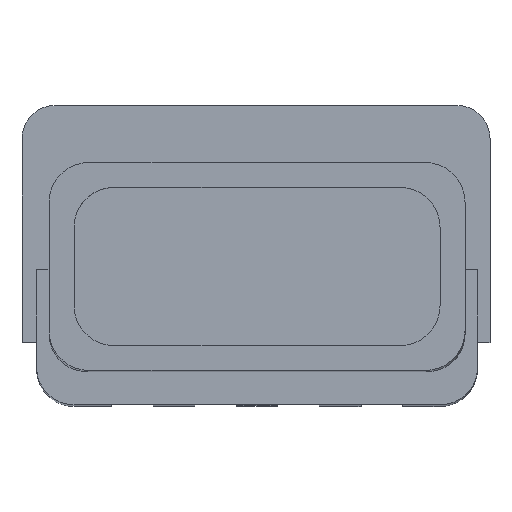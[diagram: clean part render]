
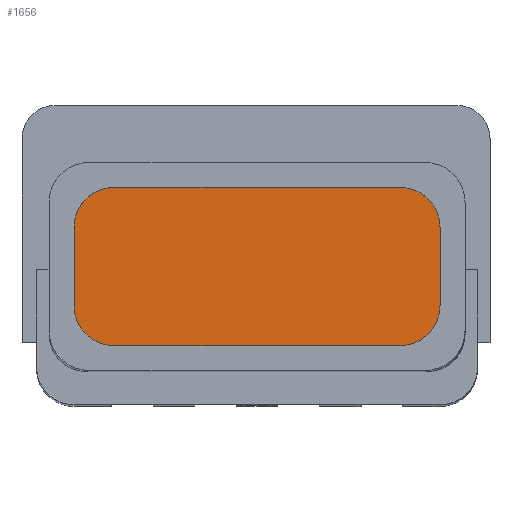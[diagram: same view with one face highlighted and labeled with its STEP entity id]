
A CAD part, top view. The second image highlights one B-rep face of the part: STEP entity #1656.
In plain terms, the highlighted planar face has unit normal (0, 0, 1).
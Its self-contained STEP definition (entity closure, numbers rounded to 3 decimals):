
#133=PLANE($,#1797);
#279=LINE($,#2671,#455);
#283=LINE($,#2683,#459);
#287=LINE($,#2695,#463);
#291=LINE($,#2706,#467);
#455=VECTOR($,#2172,25.);
#459=VECTOR($,#2184,75.);
#463=VECTOR($,#2196,25.);
#467=VECTOR($,#2208,75.);
#577=FACE_OUTER_BOUND($,#673,.T.);
#673=EDGE_LOOP($,(#1476,#1477,#1478,#1479,#1480,#1481,#1482,#1483));
#728=CIRCLE($,#1782,9.);
#730=CIRCLE($,#1786,9.);
#732=CIRCLE($,#1790,9.);
#734=CIRCLE($,#1794,9.);
#855=VERTEX_POINT($,#2661);
#856=VERTEX_POINT($,#2662);
#859=VERTEX_POINT($,#2670);
#861=VERTEX_POINT($,#2676);
#863=VERTEX_POINT($,#2682);
#865=VERTEX_POINT($,#2688);
#867=VERTEX_POINT($,#2694);
#869=VERTEX_POINT($,#2700);
#1058=EDGE_CURVE($,#855,#856,#728,.T.);
#1062=EDGE_CURVE($,#856,#859,#279,.T.);
#1065=EDGE_CURVE($,#859,#861,#730,.T.);
#1068=EDGE_CURVE($,#861,#863,#283,.T.);
#1071=EDGE_CURVE($,#863,#865,#732,.T.);
#1074=EDGE_CURVE($,#865,#867,#287,.T.);
#1077=EDGE_CURVE($,#867,#869,#734,.T.);
#1080=EDGE_CURVE($,#869,#855,#291,.T.);
#1476=ORIENTED_EDGE($,*,*,#1058,.F.);
#1477=ORIENTED_EDGE($,*,*,#1080,.F.);
#1478=ORIENTED_EDGE($,*,*,#1077,.F.);
#1479=ORIENTED_EDGE($,*,*,#1074,.F.);
#1480=ORIENTED_EDGE($,*,*,#1071,.F.);
#1481=ORIENTED_EDGE($,*,*,#1068,.F.);
#1482=ORIENTED_EDGE($,*,*,#1065,.F.);
#1483=ORIENTED_EDGE($,*,*,#1062,.F.);
#1656=ADVANCED_FACE($,(#577),#133,.T.);
#1782=AXIS2_PLACEMENT_3D($,#2663,#2164,#2165);
#1786=AXIS2_PLACEMENT_3D($,#2677,#2177,#2178);
#1790=AXIS2_PLACEMENT_3D($,#2689,#2189,#2190);
#1794=AXIS2_PLACEMENT_3D($,#2701,#2201,#2202);
#1797=AXIS2_PLACEMENT_3D($,#2708,#2210,#2211);
#2164=DIRECTION('center_axis',(0.,0.,-1.));
#2165=DIRECTION('ref_axis',(-1.,0.,0.));
#2172=DIRECTION($,(0.,-1.,0.));
#2177=DIRECTION('center_axis',(0.,0.,-1.));
#2178=DIRECTION('ref_axis',(0.,1.,0.));
#2184=DIRECTION($,(-1.,0.,0.));
#2189=DIRECTION('center_axis',(0.,0.,-1.));
#2190=DIRECTION('ref_axis',(1.,0.,0.));
#2196=DIRECTION($,(0.,1.,0.));
#2201=DIRECTION('center_axis',(0.,0.,-1.));
#2202=DIRECTION('ref_axis',(0.,-1.,0.));
#2208=DIRECTION($,(1.,0.,0.));
#2210=DIRECTION('center_axis',(0.,0.,1.));
#2211=DIRECTION('ref_axis',(1.,0.,0.));
#2661=CARTESIAN_POINT('',(61.596,18.348,43.));
#2662=CARTESIAN_POINT('',(70.596,9.348,43.));
#2663=CARTESIAN_POINT('Origin',(61.596,9.348,43.));
#2670=CARTESIAN_POINT('',(70.596,-15.652,43.));
#2671=CARTESIAN_POINT($,(70.596,9.348,43.));
#2676=CARTESIAN_POINT('',(61.596,-24.652,43.));
#2677=CARTESIAN_POINT('Origin',(61.596,-15.652,43.));
#2682=CARTESIAN_POINT('',(-13.404,-24.652,43.));
#2683=CARTESIAN_POINT($,(61.596,-24.652,43.));
#2688=CARTESIAN_POINT('',(-22.404,-15.652,43.));
#2689=CARTESIAN_POINT('Origin',(-13.404,-15.652,43.));
#2694=CARTESIAN_POINT('',(-22.404,9.348,43.));
#2695=CARTESIAN_POINT($,(-22.404,-15.652,43.));
#2700=CARTESIAN_POINT('',(-13.404,18.348,43.));
#2701=CARTESIAN_POINT('Origin',(-13.404,9.348,43.));
#2706=CARTESIAN_POINT($,(-13.404,18.348,43.));
#2708=CARTESIAN_POINT('Origin',(24.096,-3.152,43.));
